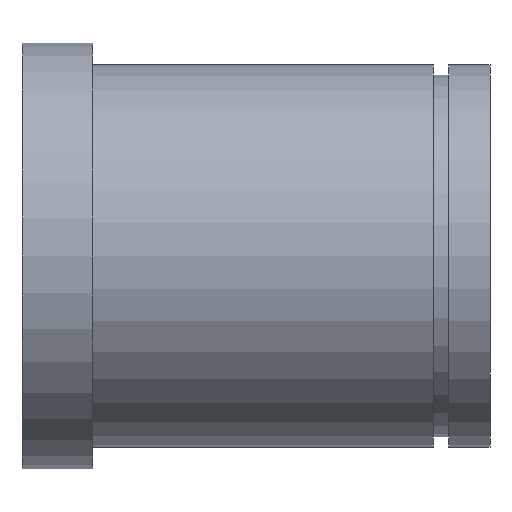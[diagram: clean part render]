
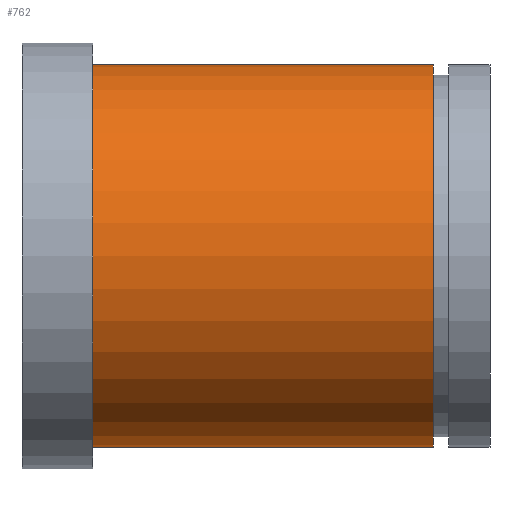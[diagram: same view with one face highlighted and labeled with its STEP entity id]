
A CAD part, front view. The second image highlights one B-rep face of the part: STEP entity #762.
In plain terms, the highlighted cylindrical face has radius 27 mm (diameter 54 mm), a partial arc.
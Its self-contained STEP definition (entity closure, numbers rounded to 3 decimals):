
#762=ADVANCED_FACE('',(#1581),#1582,.T.);
#1581=FACE_OUTER_BOUND('',#2393,.T.);
#1582=CYLINDRICAL_SURFACE('',#2394,27.0);
#2393=EDGE_LOOP('',(#4478,#4479,#4480,#4481));
#2394=AXIS2_PLACEMENT_3D('',#4482,#4483,#4484);
#4478=ORIENTED_EDGE('',*,*,#4495,.T.);
#4479=ORIENTED_EDGE('',*,*,#5291,.F.);
#4480=ORIENTED_EDGE('',*,*,#4497,.T.);
#4481=ORIENTED_EDGE('',*,*,#5278,.F.);
#4482=CARTESIAN_POINT('',(24.0,0.0,0.0));
#4483=DIRECTION('',(1.0,0.0,0.0));
#4484=DIRECTION('',(0.0,0.0,-1.0));
#4495=EDGE_CURVE('',#5295,#5296,#5297,.T.);
#4497=EDGE_CURVE('',#5300,#5298,#5301,.T.);
#5278=EDGE_CURVE('',#5295,#5298,#6446,.T.);
#5291=EDGE_CURVE('',#5300,#5296,#6459,.T.);
#5295=VERTEX_POINT('',#6463);
#5296=VERTEX_POINT('',#6464);
#5297=LINE('',#6465,#6466);
#5298=VERTEX_POINT('',#6467);
#5300=VERTEX_POINT('',#6469);
#5301=LINE('',#6470,#6471);
#6446=CIRCLE('',#13598,27.0);
#6459=CIRCLE('',#13611,27.0);
#6463=CARTESIAN_POINT('',(0.0,0.0,-27.0));
#6464=CARTESIAN_POINT('',(48.0,0.0,-27.0));
#6465=CARTESIAN_POINT('',(24.0,0.,-27.0));
#6466=VECTOR('',#13614,1.0);
#6467=CARTESIAN_POINT('',(0.0,0.,27.0));
#6469=CARTESIAN_POINT('',(48.0,0.,27.0));
#6470=CARTESIAN_POINT('',(24.0,0.,27.0));
#6471=VECTOR('',#13618,1.0);
#13598=AXIS2_PLACEMENT_3D('',#14069,#14070,#14071);
#13611=AXIS2_PLACEMENT_3D('',#14087,#14088,#14089);
#13614=DIRECTION('',(1.0,0.0,0.0));
#13618=DIRECTION('',(-1.0,-0.0,-0.0));
#14069=CARTESIAN_POINT('',(0.0,0.0,0.0));
#14070=DIRECTION('',(-1.0,0.0,0.0));
#14071=DIRECTION('',(0.0,0.0,-1.0));
#14087=CARTESIAN_POINT('',(48.0,0.0,0.0));
#14088=DIRECTION('',(1.0,0.0,0.0));
#14089=DIRECTION('',(0.0,0.0,-1.0));
